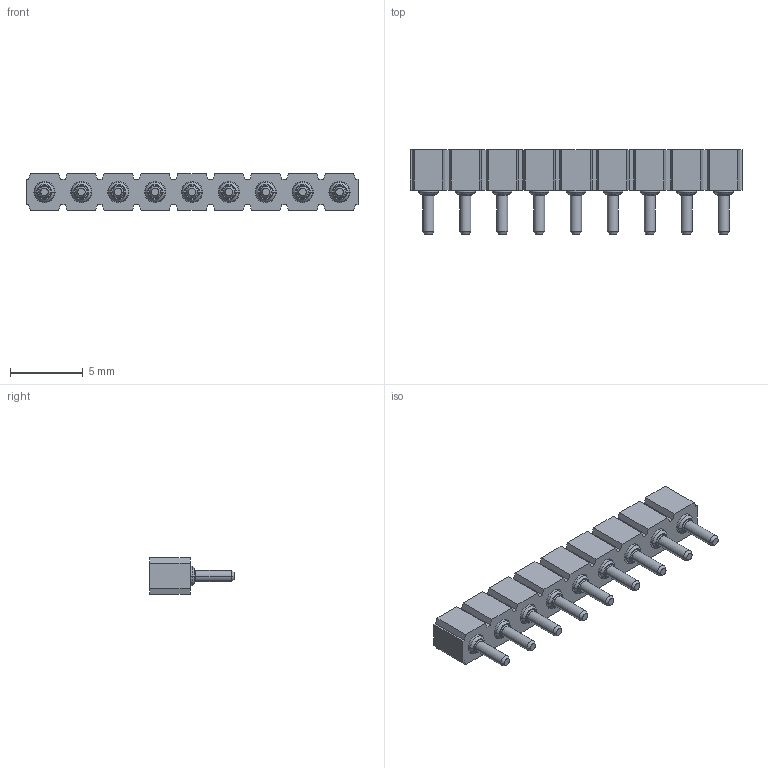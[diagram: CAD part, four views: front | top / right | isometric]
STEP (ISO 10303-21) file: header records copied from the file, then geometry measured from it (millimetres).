
FILE_DESCRIPTION (( 'STEP AP214' ), '1' );
FILE_NAME ('mill-max-315-13-109-41-001000.STEP', '2023-08-26T11:07:12', ( '' ), ( '' ), 'SwSTEP 2.0', 'SolidWorks 2022', '' );
FILE_SCHEMA (( 'AUTOMOTIVE_DESIGN' ));
Length unit declared in the file: inch
Products named in the file (3): mill-max-315-13-109-41-001000; P3XX-11-010-00-000000_P309-11-010-00-000000; 0501_0501-0-00-15-00-00-03-0
Assembly tree (10 placements, depth 2):
  mill-max-315-13-109-41-001000
    P3XX-11-010-00-000000_P309-11-010-00-000000
    0501_0501-0-00-15-00-00-03-0  x9
Bounding box: 22.86 x 5.84 x 2.54 mm (x, y, z)
Volume: 133.7 mm3; surface area: 694.3 mm2
Topology: 10 solids, 10 shells, 402 faces, 894 edges, 539 vertices
Faces by surface type: cylinder 144, plane 132, cone 108, torus 18
Entity records: 4892 total; most frequent: DIRECTION 838, CARTESIAN_POINT 822, ORIENTED_EDGE 792, EDGE_CURVE 396, LINE 288, VECTOR 288, AXIS2_PLACEMENT_3D 275, VERTEX_POINT 259
